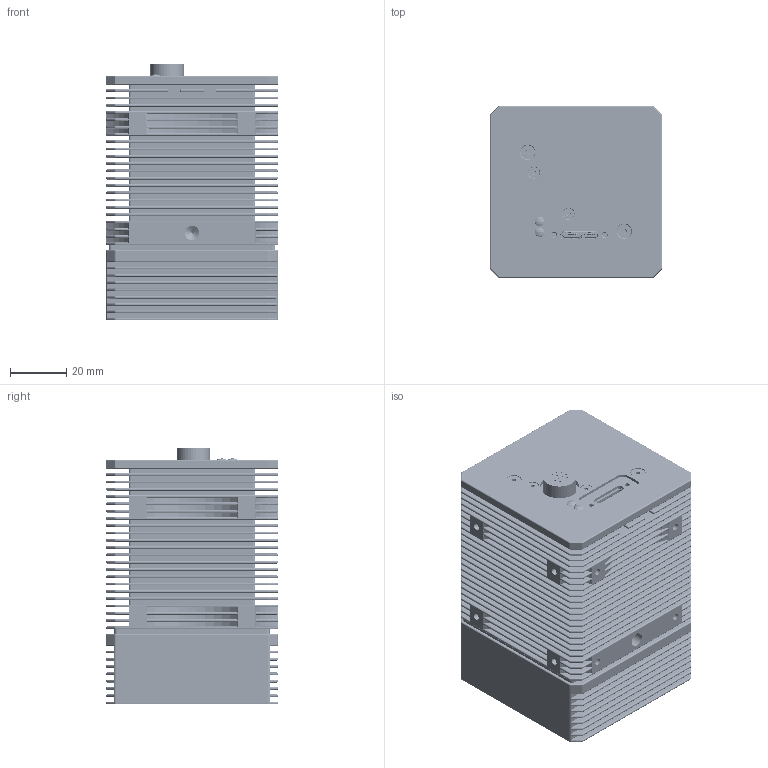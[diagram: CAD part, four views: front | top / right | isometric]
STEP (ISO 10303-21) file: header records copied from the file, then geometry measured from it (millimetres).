
FILE_DESCRIPTION (( 'STEP AP214' ), '1' );
FILE_NAME ('WCD-QD NDL.STEP', '2023-07-24T22:37:18', ( '' ), ( '' ), 'SwSTEP 2.0', 'SolidWorks 2022', '' );
FILE_SCHEMA (( 'AUTOMOTIVE_DESIGN' ));
Length unit declared in the file: inch
Products named in the file (25): CONTACT4; DRI-2-1-2-C; HOUSING; MDFM5743-P40_02-wedge; 91292A263_TYPE 18-8 SS SOCKET HEAD CAP SCREW_91292A263; CONTACT9; WCD-QD NDL; CONTACT8; CONTACT1; CONTACT3; CONTACT2; ntx-u3; CONTACT7; 91294A004_BLACK ALLOY STEEL FLAT-HEAD SOCKET CAP SCREW_91294A004; SHELL; CONTACT5; 91290A010_BLACK-OXIDE CLASS 12.9 SOCKET HEAD CAP SCREW_91290A010; CONTACT6; PLP2-250; CONTACT; DRI-2-2-1-B; 91294A012_BLACK ALLOY STEEL FLAT-HEAD SOCKET CAP SCREW_91294A012; DRI-2-2-3-A; HR10-10R-12PB_AF0; DRI-2-3-1-E
Assembly tree (33 placements, depth 3):
  WCD-QD NDL
    DRI-2-2-1-B
    MDFM5743-P40_02-wedge
    DRI-2-2-3-A
    DRI-2-3-1-E
    PLP2-250  x2
    91294A012_BLACK ALLOY STEEL FLAT-HEAD SOCKET CAP SCREW_91294A012  x2
    91294A004_BLACK ALLOY STEEL FLAT-HEAD SOCKET CAP SCREW_91294A004  x2
    91290A010_BLACK-OXIDE CLASS 12.9 SOCKET HEAD CAP SCREW_91290A010  x4
    91292A263_TYPE 18-8 SS SOCKET HEAD CAP SCREW_91292A263  x4
    ntx-u3
      HR10-10R-12PB_AF0
      CONTACT3
      CONTACT2
      CONTACT1
      CONTACT
      CONTACT4
      CONTACT5
      CONTACT6
      CONTACT7
      CONTACT8
      CONTACT9
      HOUSING
      SHELL
    DRI-2-1-2-C
Bounding box: 61 x 61.02 x 91.1 mm (x, y, z)
Volume: 134254.7 mm3; surface area: 140257.8 mm2
Topology: 43 solids, 44 shells, 4810 faces, 12081 edges, 7542 vertices
Faces by surface type: cylinder 2232, plane 1714, torus 452, cone 220, bspline 116, sphere 76
Entity records: 139773 total; most frequent: CARTESIAN_POINT 33605, DIRECTION 21462, ORIENTED_EDGE 21054, EDGE_CURVE 10531, AXIS2_PLACEMENT_3D 7920, VERTEX_POINT 6581, VECTOR 5622, LINE 5622
